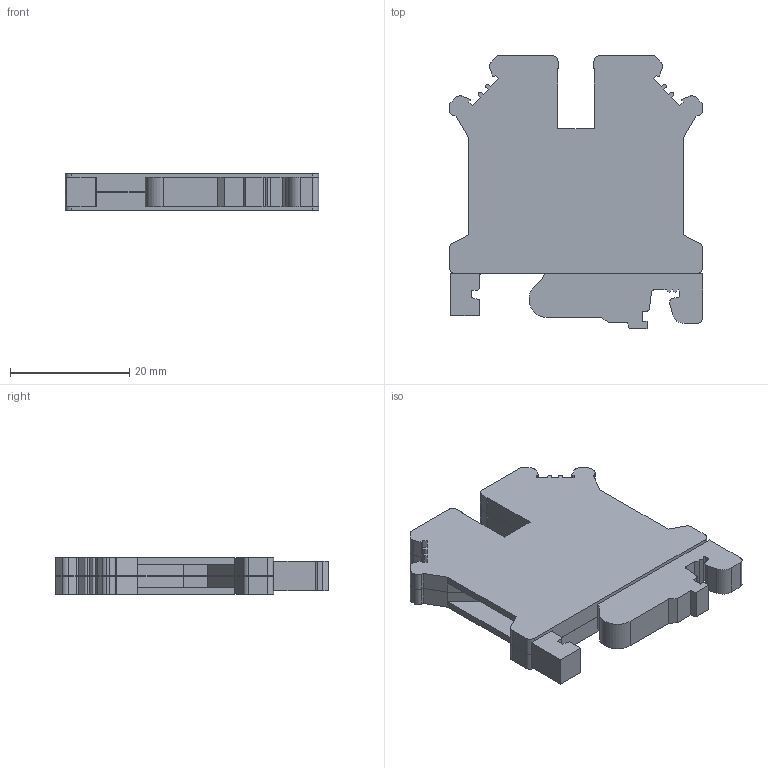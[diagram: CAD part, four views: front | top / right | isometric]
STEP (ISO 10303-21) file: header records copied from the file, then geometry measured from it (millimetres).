
FILE_DESCRIPTION(('STEP AP203'), '1');
FILE_NAME('MTU-4PE_3D', '2024-11-11T14:31:57', ('砐錪賧瘔蠈錪 Windows'), (''), 'C3D Converter', 'C3D Toolkit', '');
FILE_SCHEMA(('CONFIG_CONTROL_DESIGN'));
Length unit declared in the file: millimetre
Bounding box: 42.5 x 45.8 x 6.15 mm (x, y, z)
Volume: 8168.1 mm3; surface area: 7022 mm2
Topology: 1 solids, 1 shells, 230 faces, 674 edges, 444 vertices
Faces by surface type: plane 169, cylinder 61
Entity records: 9451 total; most frequent: CARTESIAN_POINT 1349, ORIENTED_EDGE 1348, DIRECTION 1258, EDGE_CURVE 674, LINE 552, VECTOR 552, VERTEX_POINT 444, AXIS2_PLACEMENT_3D 353
